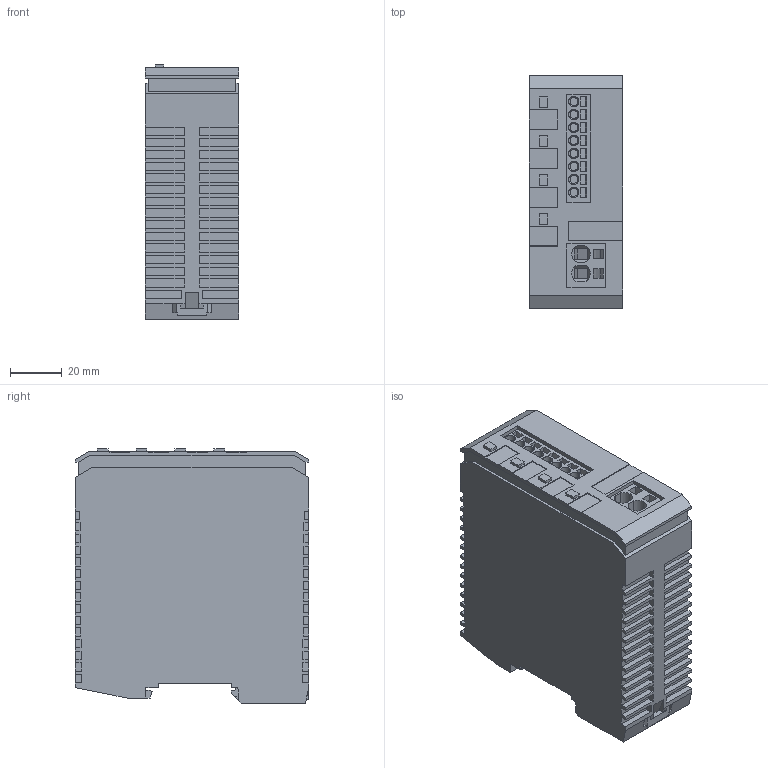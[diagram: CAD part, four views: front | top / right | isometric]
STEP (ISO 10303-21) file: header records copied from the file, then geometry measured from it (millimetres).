
FILE_DESCRIPTION(('Creo Elements/Direct Modeling STEP Export'),'2;1');
FILE_NAME('model.stp','2018-06-05T11:13:22',(''),(''),'Creo Elements/Direct Modeling STEP processor for AP214 (Solid Model)','Creo Elements/Direct Modeling 18.1I 14-Aug-2016 (C) Parametric Technology GmbH','');
FILE_SCHEMA(('AUTOMOTIVE_DESIGN { 1 0 10303 214 1 1 1 1 }'));
Length unit declared in the file: millimetre
Products named in the file (2): CBMC_E4_24DC...NO-select
Assembly tree (1 placements, depth 2):
  CBMC_E4_24DC...NO-select
    CBMC_E4_24DC...NO-select
Bounding box: 36 x 90 x 98.1 mm (x, y, z)
Volume: 290555.5 mm3; surface area: 36399.4 mm2
Topology: 1 solids, 1 shells, 533 faces, 1487 edges, 984 vertices
Faces by surface type: plane 491, cylinder 22, cone 16, extrusion 4
Entity records: 20112 total; most frequent: ORIENTED_EDGE 2974, CARTESIAN_POINT 2827, DIRECTION 2332, EDGE_CURVE 1487, VECTOR 1218, LINE 1214, VERTEX_POINT 984, EDGE_LOOP 561
